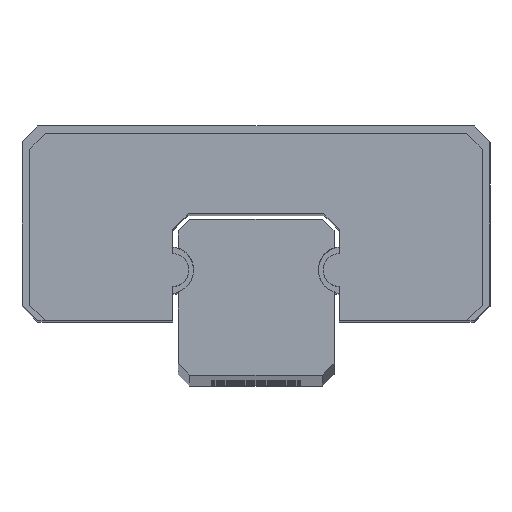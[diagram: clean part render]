
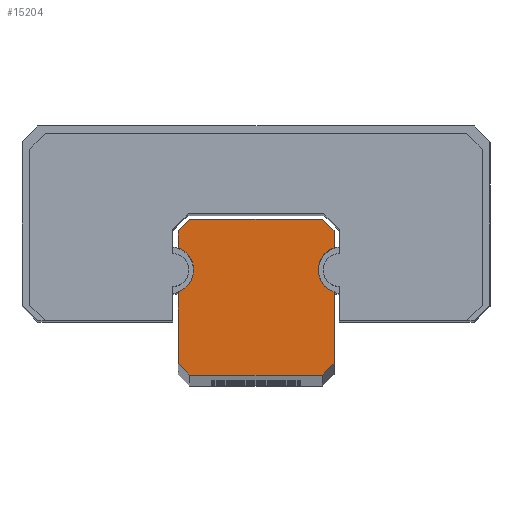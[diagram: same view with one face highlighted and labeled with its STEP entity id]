
A CAD part, top view. The second image highlights one B-rep face of the part: STEP entity #15204.
In plain terms, the highlighted planar face has unit normal (0, 0, 1).
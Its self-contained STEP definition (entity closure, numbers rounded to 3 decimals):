
#424 = DIRECTION ( 'NONE',  ( 0., 1., 0. ) ) ;
#1083 = PLANE ( 'NONE',  #3919 ) ;
#1317 = CIRCLE ( 'NONE', #12204, 0.3 ) ;
#1428 = CARTESIAN_POINT ( 'NONE',  ( 0.85, 2., 20. ) ) ;
#1502 = CARTESIAN_POINT ( 'NONE',  ( 1., 1.85, 20. ) ) ;
#1750 = EDGE_CURVE ( 'NONE', #1939, #14717, #12724, .T. ) ;
#1939 = VERTEX_POINT ( 'NONE', #4431 ) ;
#2114 = VECTOR ( 'NONE', #15918, 1000. ) ;
#2326 = EDGE_CURVE ( 'NONE', #9442, #13547, #11636, .T. ) ;
#2421 = DIRECTION ( 'NONE',  ( -0.707, -0.707, 0. ) ) ;
#2430 = CARTESIAN_POINT ( 'NONE',  ( -1.1, 1.35, 20. ) ) ;
#2732 = CARTESIAN_POINT ( 'NONE',  ( -1., 1.85, 20. ) ) ;
#2870 = VERTEX_POINT ( 'NONE', #9665 ) ;
#3125 = VERTEX_POINT ( 'NONE', #6448 ) ;
#3216 = VERTEX_POINT ( 'NONE', #13386 ) ;
#3674 = CARTESIAN_POINT ( 'NONE',  ( 1.1, 1.35, 20. ) ) ;
#3710 = CARTESIAN_POINT ( 'NONE',  ( -0.85, 2., 20. ) ) ;
#3865 = LINE ( 'NONE', #16949, #10673 ) ;
#3878 = DIRECTION ( 'NONE',  ( 0., 0., -1. ) ) ;
#3908 = DIRECTION ( 'NONE',  ( 0., -1., 0. ) ) ;
#3919 = AXIS2_PLACEMENT_3D ( 'NONE', #2430, #5145, #14721 ) ;
#4381 = EDGE_CURVE ( 'NONE', #17291, #11480, #12929, .T. ) ;
#4431 = CARTESIAN_POINT ( 'NONE',  ( 1., 1.067, 20. ) ) ;
#4917 = ORIENTED_EDGE ( 'NONE', *, *, #15851, .T. ) ;
#4945 = DIRECTION ( 'NONE',  ( 1., 0., 0. ) ) ;
#5057 = DIRECTION ( 'NONE',  ( -1., 0., 0. ) ) ;
#5106 = ORIENTED_EDGE ( 'NONE', *, *, #7347, .T. ) ;
#5145 = DIRECTION ( 'NONE',  ( 0., 0., -1. ) ) ;
#5278 = ORIENTED_EDGE ( 'NONE', *, *, #15352, .T. ) ;
#5344 = CARTESIAN_POINT ( 'NONE',  ( 1., 0.15, 20. ) ) ;
#5787 = CARTESIAN_POINT ( 'NONE',  ( -0.85, 0., 20. ) ) ;
#6448 = CARTESIAN_POINT ( 'NONE',  ( -1., 1.633, 20. ) ) ;
#6540 = EDGE_CURVE ( 'NONE', #9442, #8461, #16304, .T. ) ;
#6653 = CARTESIAN_POINT ( 'NONE',  ( 1., 1.85, 20. ) ) ;
#6842 = EDGE_LOOP ( 'NONE', ( #5278, #15924, #8718, #5106, #13982, #4917, #15235, #8575, #12300, #7577, #17278, #11576, #17460 ) ) ;
#7347 = EDGE_CURVE ( 'NONE', #3216, #14331, #3865, .T. ) ;
#7358 = DIRECTION ( 'NONE',  ( 0., 0., -1. ) ) ;
#7379 = CARTESIAN_POINT ( 'NONE',  ( 0.8, 1.35, 20. ) ) ;
#7577 = ORIENTED_EDGE ( 'NONE', *, *, #4381, .T. ) ;
#7638 = CARTESIAN_POINT ( 'NONE',  ( -0.85, 0., 20. ) ) ;
#8344 = LINE ( 'NONE', #7638, #11972 ) ;
#8461 = VERTEX_POINT ( 'NONE', #12891 ) ;
#8490 = FACE_OUTER_BOUND ( 'NONE', #6842, .T. ) ;
#8560 = CARTESIAN_POINT ( 'NONE',  ( 1., 1.633, 20. ) ) ;
#8568 = EDGE_CURVE ( 'NONE', #14331, #2870, #8344, .T. ) ;
#8575 = ORIENTED_EDGE ( 'NONE', *, *, #13792, .T. ) ;
#8718 = ORIENTED_EDGE ( 'NONE', *, *, #17562, .F. ) ;
#8748 = DIRECTION ( 'NONE',  ( 0.707, -0.707, 0. ) ) ;
#9319 = LINE ( 'NONE', #14538, #2114 ) ;
#9432 = VECTOR ( 'NONE', #2421, 1000. ) ;
#9442 = VERTEX_POINT ( 'NONE', #11858 ) ;
#9493 = VECTOR ( 'NONE', #3908, 1000. ) ;
#9665 = CARTESIAN_POINT ( 'NONE',  ( 0.85, 0., 20. ) ) ;
#9681 = VECTOR ( 'NONE', #424, 1000. ) ;
#9706 = VECTOR ( 'NONE', #17309, 1000. ) ;
#9895 = AXIS2_PLACEMENT_3D ( 'NONE', #12051, #3878, #13441 ) ;
#10132 = LINE ( 'NONE', #11822, #9706 ) ;
#10171 = AXIS2_PLACEMENT_3D ( 'NONE', #15550, #7358, #16937 ) ;
#10627 = EDGE_CURVE ( 'NONE', #11179, #17291, #1317, .T. ) ;
#10673 = VECTOR ( 'NONE', #8748, 1000. ) ;
#10859 = DIRECTION ( 'NONE',  ( 0., -1., 0. ) ) ;
#10980 = DIRECTION ( 'NONE',  ( -0.707, 0.707, 0. ) ) ;
#11145 = CARTESIAN_POINT ( 'NONE',  ( -1.1, 2., 20. ) ) ;
#11179 = VERTEX_POINT ( 'NONE', #7379 ) ;
#11214 = DIRECTION ( 'NONE',  ( 1., 0., 0. ) ) ;
#11339 = CARTESIAN_POINT ( 'NONE',  ( 1., 1.633, 20. ) ) ;
#11480 = VERTEX_POINT ( 'NONE', #6653 ) ;
#11576 = ORIENTED_EDGE ( 'NONE', *, *, #2326, .F. ) ;
#11636 = LINE ( 'NONE', #11145, #15268 ) ;
#11822 = CARTESIAN_POINT ( 'NONE',  ( -1., 1.35, 20. ) ) ;
#11858 = CARTESIAN_POINT ( 'NONE',  ( -0.85, 2., 20. ) ) ;
#11891 = EDGE_CURVE ( 'NONE', #3125, #16875, #13218, .T. ) ;
#11923 = CIRCLE ( 'NONE', #10171, 0.3 ) ;
#11972 = VECTOR ( 'NONE', #4945, 1000. ) ;
#12051 = CARTESIAN_POINT ( 'NONE',  ( -1.1, 1.35, 20. ) ) ;
#12087 = CARTESIAN_POINT ( 'NONE',  ( 1., 1.35, 20. ) ) ;
#12204 = AXIS2_PLACEMENT_3D ( 'NONE', #3674, #13245, #5057 ) ;
#12300 = ORIENTED_EDGE ( 'NONE', *, *, #10627, .T. ) ;
#12724 = LINE ( 'NONE', #12087, #9493 ) ;
#12891 = CARTESIAN_POINT ( 'NONE',  ( -1., 1.85, 20. ) ) ;
#12929 = LINE ( 'NONE', #8560, #9681 ) ;
#13218 = CIRCLE ( 'NONE', #9895, 0.3 ) ;
#13245 = DIRECTION ( 'NONE',  ( 0., 0., -1. ) ) ;
#13386 = CARTESIAN_POINT ( 'NONE',  ( -1., 0.15, 20. ) ) ;
#13441 = DIRECTION ( 'NONE',  ( -1., 0., 0. ) ) ;
#13547 = VERTEX_POINT ( 'NONE', #1428 ) ;
#13792 = EDGE_CURVE ( 'NONE', #1939, #11179, #11923, .T. ) ;
#13982 = ORIENTED_EDGE ( 'NONE', *, *, #8568, .T. ) ;
#14026 = VECTOR ( 'NONE', #10980, 1000. ) ;
#14062 = LINE ( 'NONE', #2732, #17289 ) ;
#14331 = VERTEX_POINT ( 'NONE', #5787 ) ;
#14445 = CARTESIAN_POINT ( 'NONE',  ( -1., 1.067, 20. ) ) ;
#14538 = CARTESIAN_POINT ( 'NONE',  ( 0.85, 0., 20. ) ) ;
#14717 = VERTEX_POINT ( 'NONE', #5344 ) ;
#14721 = DIRECTION ( 'NONE',  ( -1., 0., 0. ) ) ;
#15204 = ADVANCED_FACE ( 'NONE', ( #8490 ), #1083, .F. ) ;
#15235 = ORIENTED_EDGE ( 'NONE', *, *, #1750, .F. ) ;
#15268 = VECTOR ( 'NONE', #11214, 1000. ) ;
#15352 = EDGE_CURVE ( 'NONE', #8461, #3125, #14062, .T. ) ;
#15550 = CARTESIAN_POINT ( 'NONE',  ( 1.1, 1.35, 20. ) ) ;
#15851 = EDGE_CURVE ( 'NONE', #2870, #14717, #9319, .T. ) ;
#15918 = DIRECTION ( 'NONE',  ( 0.707, 0.707, 0. ) ) ;
#15924 = ORIENTED_EDGE ( 'NONE', *, *, #11891, .T. ) ;
#16304 = LINE ( 'NONE', #3710, #9432 ) ;
#16875 = VERTEX_POINT ( 'NONE', #14445 ) ;
#16937 = DIRECTION ( 'NONE',  ( -1., 0., 0. ) ) ;
#16949 = CARTESIAN_POINT ( 'NONE',  ( -1., 0.15, 20. ) ) ;
#17065 = EDGE_CURVE ( 'NONE', #11480, #13547, #17261, .T. ) ;
#17261 = LINE ( 'NONE', #1502, #14026 ) ;
#17278 = ORIENTED_EDGE ( 'NONE', *, *, #17065, .T. ) ;
#17289 = VECTOR ( 'NONE', #10859, 1000. ) ;
#17291 = VERTEX_POINT ( 'NONE', #11339 ) ;
#17309 = DIRECTION ( 'NONE',  ( 0., 1., 0. ) ) ;
#17460 = ORIENTED_EDGE ( 'NONE', *, *, #6540, .T. ) ;
#17562 = EDGE_CURVE ( 'NONE', #3216, #16875, #10132, .T. ) ;
